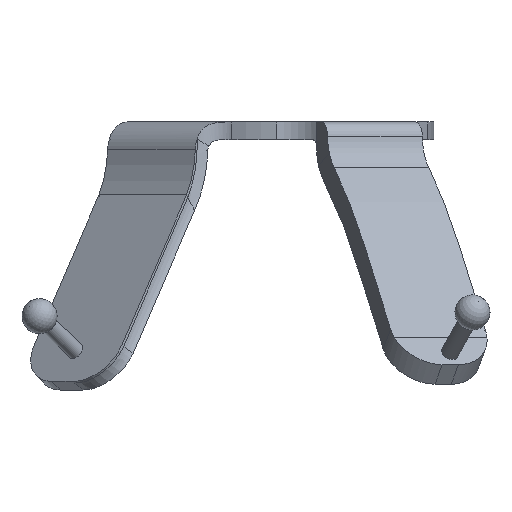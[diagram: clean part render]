
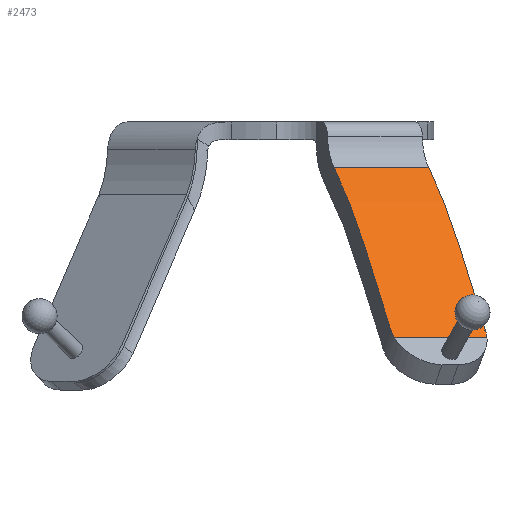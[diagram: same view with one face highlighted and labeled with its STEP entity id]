
A CAD part, left-side view. The second image highlights one B-rep face of the part: STEP entity #2473.
In plain terms, the highlighted free-form (B-spline) face has degree [3, 1] with [12, 2] control points.
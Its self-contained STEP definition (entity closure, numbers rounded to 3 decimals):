
#18=B_SPLINE_SURFACE_WITH_KNOTS('',3,1,((#4231,#4232),(#4233,#4234),(#4235,
#4236),(#4237,#4238),(#4239,#4240),(#4241,#4242),(#4243,#4244),(#4245,#4246),
(#4247,#4248),(#4249,#4250),(#4251,#4252),(#4253,#4254)),.UNSPECIFIED.,
 .F.,.F.,.F.,(4,2,2,2,2,4),(2,2),(0.,0.5,0.75,0.875,1.,1.058),
(0.,2.171),.UNSPECIFIED.);
#60=B_SPLINE_CURVE_WITH_KNOTS('',3,(#4118,#4119,#4120,#4121,#4122,#4123,
#4124,#4125,#4126,#4127,#4128,#4129,#4130,#4131,#4132,#4133),
 .UNSPECIFIED.,.F.,.F.,(4,3,3,3,3,4),(-3.646,-3.624,
-3.084,-2.544,-1.464,0.),
 .UNSPECIFIED.);
#63=B_SPLINE_CURVE_WITH_KNOTS('',3,(#4171,#4172,#4173,#4174,#4175,#4176,
#4177,#4178,#4179,#4180,#4181,#4182,#4183,#4184,#4185,#4186),
 .UNSPECIFIED.,.F.,.F.,(4,3,3,3,3,4),(0.,0.017,
0.43,0.843,1.668,2.787),
 .UNSPECIFIED.);
#66=B_SPLINE_CURVE_WITH_KNOTS('',3,(#4258,#4259,#4260,#4261,#4262,#4263,
#4264,#4265,#4266,#4267,#4268,#4269,#4270),.UNSPECIFIED.,.F.,.F.,(4,3,3,
3,4),(-0.187,-0.121,-0.094,-0.036,
0.),.UNSPECIFIED.);
#67=B_SPLINE_CURVE_WITH_KNOTS('',3,(#4272,#4273,#4274,#4275,#4276,#4277,
#4278,#4279,#4280,#4281,#4282,#4283,#4284),.UNSPECIFIED.,.F.,.F.,(4,3,3,
3,4),(-0.187,-0.13,-0.094,-0.027,
0.),.UNSPECIFIED.);
#201=FACE_OUTER_BOUND('',#341,.T.);
#341=EDGE_LOOP('',(#1944,#1945,#1946,#1947,#1948,#1949));
#671=LINE('',#4257,#894);
#672=LINE('',#4271,#895);
#894=VECTOR('',#3214,1000.);
#895=VECTOR('',#3215,1000.);
#1153=VERTEX_POINT('',#4116);
#1154=VERTEX_POINT('',#4117);
#1159=VERTEX_POINT('',#4168);
#1160=VERTEX_POINT('',#4170);
#1163=VERTEX_POINT('',#4255);
#1164=VERTEX_POINT('',#4256);
#1455=EDGE_CURVE('',#1153,#1154,#60,.F.);
#1462=EDGE_CURVE('',#1160,#1159,#63,.F.);
#1469=EDGE_CURVE('',#1163,#1164,#671,.T.);
#1470=EDGE_CURVE('',#1163,#1154,#66,.T.);
#1471=EDGE_CURVE('',#1153,#1160,#672,.T.);
#1472=EDGE_CURVE('',#1159,#1164,#67,.T.);
#1944=ORIENTED_EDGE('',*,*,#1469,.F.);
#1945=ORIENTED_EDGE('',*,*,#1470,.T.);
#1946=ORIENTED_EDGE('',*,*,#1455,.F.);
#1947=ORIENTED_EDGE('',*,*,#1471,.T.);
#1948=ORIENTED_EDGE('',*,*,#1462,.T.);
#1949=ORIENTED_EDGE('',*,*,#1472,.T.);
#2473=ADVANCED_FACE('',(#201),#18,.F.);
#3214=DIRECTION('',(-0.449,0.894,0.));
#3215=DIRECTION('',(-0.449,0.894,0.));
#4116=CARTESIAN_POINT('',(-23.617,-23.143,-4.807));
#4117=CARTESIAN_POINT('',(-42.81,-32.785,-32.391));
#4118=CARTESIAN_POINT('Ctrl Pts',(-42.81,-32.785,-32.391));
#4119=CARTESIAN_POINT('Ctrl Pts',(-42.773,-32.767,-32.334));
#4120=CARTESIAN_POINT('Ctrl Pts',(-42.736,-32.749,-32.277));
#4121=CARTESIAN_POINT('Ctrl Pts',(-42.7,-32.73,-32.221));
#4122=CARTESIAN_POINT('Ctrl Pts',(-41.825,-32.291,-30.855));
#4123=CARTESIAN_POINT('Ctrl Pts',(-40.995,-31.874,-29.483));
#4124=CARTESIAN_POINT('Ctrl Pts',(-40.146,-31.447,-28.09));
#4125=CARTESIAN_POINT('Ctrl Pts',(-39.298,-31.021,-26.697));
#4126=CARTESIAN_POINT('Ctrl Pts',(-38.448,-30.594,-25.29));
#4127=CARTESIAN_POINT('Ctrl Pts',(-37.587,-30.162,-23.881));
#4128=CARTESIAN_POINT('Ctrl Pts',(-35.866,-29.297,-21.061));
#4129=CARTESIAN_POINT('Ctrl Pts',(-34.102,-28.411,-18.226));
#4130=CARTESIAN_POINT('Ctrl Pts',(-32.211,-27.461,-15.458));
#4131=CARTESIAN_POINT('Ctrl Pts',(-29.649,-26.173,-11.708));
#4132=CARTESIAN_POINT('Ctrl Pts',(-26.85,-24.767,-8.078));
#4133=CARTESIAN_POINT('Ctrl Pts',(-23.617,-23.143,-4.807));
#4168=CARTESIAN_POINT('',(-50.932,-16.618,-32.391));
#4170=CARTESIAN_POINT('',(-31.74,-6.975,-4.807));
#4171=CARTESIAN_POINT('Ctrl Pts',(-50.932,-16.618,-32.391));
#4172=CARTESIAN_POINT('Ctrl Pts',(-50.896,-16.599,-32.334));
#4173=CARTESIAN_POINT('Ctrl Pts',(-50.859,-16.581,-32.277));
#4174=CARTESIAN_POINT('Ctrl Pts',(-50.823,-16.563,-32.221));
#4175=CARTESIAN_POINT('Ctrl Pts',(-49.948,-16.123,-30.855));
#4176=CARTESIAN_POINT('Ctrl Pts',(-49.118,-15.706,-29.483));
#4177=CARTESIAN_POINT('Ctrl Pts',(-48.269,-15.28,-28.09));
#4178=CARTESIAN_POINT('Ctrl Pts',(-47.42,-14.853,-26.697));
#4179=CARTESIAN_POINT('Ctrl Pts',(-46.57,-14.426,-25.29));
#4180=CARTESIAN_POINT('Ctrl Pts',(-45.71,-13.994,-23.881));
#4181=CARTESIAN_POINT('Ctrl Pts',(-43.989,-13.129,-21.061));
#4182=CARTESIAN_POINT('Ctrl Pts',(-42.225,-12.243,-18.226));
#4183=CARTESIAN_POINT('Ctrl Pts',(-40.334,-11.293,-15.458));
#4184=CARTESIAN_POINT('Ctrl Pts',(-37.772,-10.006,-11.708));
#4185=CARTESIAN_POINT('Ctrl Pts',(-34.973,-8.6,-8.078));
#4186=CARTESIAN_POINT('Ctrl Pts',(-31.74,-6.975,-4.807));
#4231=CARTESIAN_POINT('Ctrl Pts',(-18.686,-20.665,-0.407));
#4232=CARTESIAN_POINT('Ctrl Pts',(-28.433,-1.264,-0.407));
#4233=CARTESIAN_POINT('Ctrl Pts',(-24.133,-23.402,-4.651));
#4234=CARTESIAN_POINT('Ctrl Pts',(-33.881,-4.001,-4.651));
#4235=CARTESIAN_POINT('Ctrl Pts',(-28.43,-25.561,-9.923));
#4236=CARTESIAN_POINT('Ctrl Pts',(-38.177,-6.16,-9.923));
#4237=CARTESIAN_POINT('Ctrl Pts',(-34.102,-28.411,-18.226));
#4238=CARTESIAN_POINT('Ctrl Pts',(-43.849,-9.01,-18.226));
#4239=CARTESIAN_POINT('Ctrl Pts',(-35.866,-29.297,-21.061));
#4240=CARTESIAN_POINT('Ctrl Pts',(-45.613,-9.896,-21.061));
#4241=CARTESIAN_POINT('Ctrl Pts',(-38.448,-30.594,-25.29));
#4242=CARTESIAN_POINT('Ctrl Pts',(-48.195,-11.193,-25.29));
#4243=CARTESIAN_POINT('Ctrl Pts',(-39.298,-31.021,-26.697));
#4244=CARTESIAN_POINT('Ctrl Pts',(-49.045,-11.62,-26.697));
#4245=CARTESIAN_POINT('Ctrl Pts',(-40.995,-31.874,-29.483));
#4246=CARTESIAN_POINT('Ctrl Pts',(-50.742,-12.473,-29.483));
#4247=CARTESIAN_POINT('Ctrl Pts',(-41.825,-32.291,-30.855));
#4248=CARTESIAN_POINT('Ctrl Pts',(-51.572,-12.89,-30.855));
#4249=CARTESIAN_POINT('Ctrl Pts',(-43.108,-32.935,-32.857));
#4250=CARTESIAN_POINT('Ctrl Pts',(-52.855,-13.534,-32.857));
#4251=CARTESIAN_POINT('Ctrl Pts',(-43.536,-33.15,-33.506));
#4252=CARTESIAN_POINT('Ctrl Pts',(-53.283,-13.749,-33.506));
#4253=CARTESIAN_POINT('Ctrl Pts',(-43.949,-33.358,-34.142));
#4254=CARTESIAN_POINT('Ctrl Pts',(-53.696,-13.957,-34.142));
#4255=CARTESIAN_POINT('',(-43.883,-33.081,-33.889));
#4256=CARTESIAN_POINT('',(-51.81,-17.302,-33.889));
#4257=CARTESIAN_POINT('',(-47.846,-25.192,-33.889));
#4258=CARTESIAN_POINT('Ctrl Pts',(-43.883,-33.081,-33.889));
#4259=CARTESIAN_POINT('Ctrl Pts',(-43.747,-33.07,-33.716));
#4260=CARTESIAN_POINT('Ctrl Pts',(-43.613,-33.05,-33.541));
#4261=CARTESIAN_POINT('Ctrl Pts',(-43.483,-33.022,-33.365));
#4262=CARTESIAN_POINT('Ctrl Pts',(-43.43,-33.01,-33.292));
#4263=CARTESIAN_POINT('Ctrl Pts',(-43.377,-32.997,-33.219));
#4264=CARTESIAN_POINT('Ctrl Pts',(-43.324,-32.983,-33.146));
#4265=CARTESIAN_POINT('Ctrl Pts',(-43.214,-32.953,-32.993));
#4266=CARTESIAN_POINT('Ctrl Pts',(-43.107,-32.916,-32.84));
#4267=CARTESIAN_POINT('Ctrl Pts',(-43.003,-32.874,-32.685));
#4268=CARTESIAN_POINT('Ctrl Pts',(-42.938,-32.847,-32.588));
#4269=CARTESIAN_POINT('Ctrl Pts',(-42.873,-32.817,-32.489));
#4270=CARTESIAN_POINT('Ctrl Pts',(-42.81,-32.785,-32.391));
#4271=CARTESIAN_POINT('',(-23.617,-23.143,-4.807));
#4272=CARTESIAN_POINT('Ctrl Pts',(-50.932,-16.618,-32.391));
#4273=CARTESIAN_POINT('Ctrl Pts',(-51.032,-16.668,-32.546));
#4274=CARTESIAN_POINT('Ctrl Pts',(-51.129,-16.724,-32.7));
#4275=CARTESIAN_POINT('Ctrl Pts',(-51.223,-16.787,-32.854));
#4276=CARTESIAN_POINT('Ctrl Pts',(-51.282,-16.826,-32.952));
#4277=CARTESIAN_POINT('Ctrl Pts',(-51.341,-16.868,-33.049));
#4278=CARTESIAN_POINT('Ctrl Pts',(-51.398,-16.913,-33.146));
#4279=CARTESIAN_POINT('Ctrl Pts',(-51.502,-16.994,-33.323));
#4280=CARTESIAN_POINT('Ctrl Pts',(-51.601,-17.083,-33.499));
#4281=CARTESIAN_POINT('Ctrl Pts',(-51.695,-17.179,-33.674));
#4282=CARTESIAN_POINT('Ctrl Pts',(-51.734,-17.219,-33.746));
#4283=CARTESIAN_POINT('Ctrl Pts',(-51.772,-17.26,-33.818));
#4284=CARTESIAN_POINT('Ctrl Pts',(-51.81,-17.302,-33.889));
